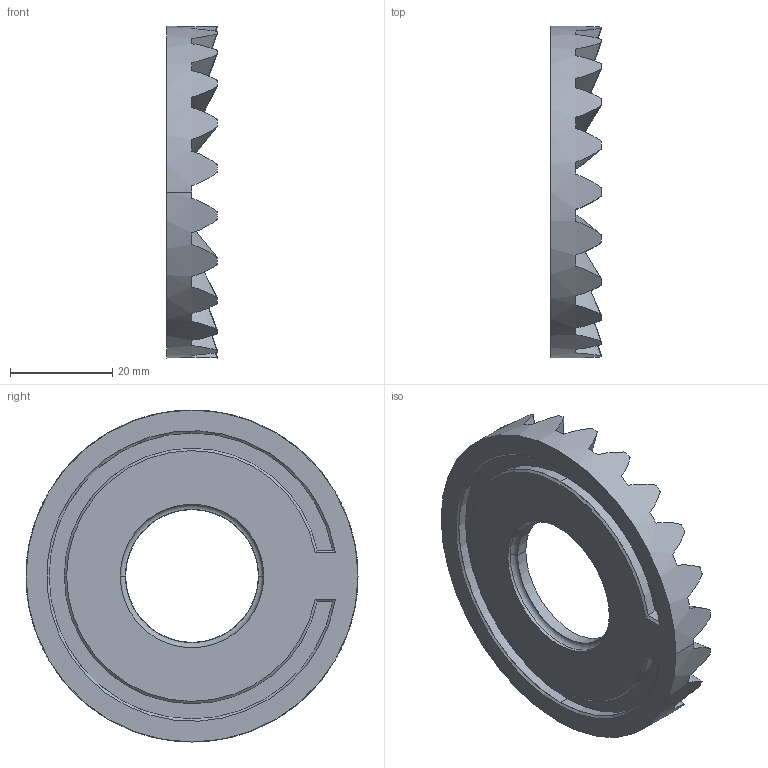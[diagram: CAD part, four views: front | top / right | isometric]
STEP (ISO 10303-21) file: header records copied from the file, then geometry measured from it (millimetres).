
FILE_DESCRIPTION (( 'STEP AP203' ), '1' );
FILE_NAME ('gear2_240912.STEP', '2024-12-12T07:59:06', ( '' ), ( '' ), 'SwSTEP 2.0', 'SolidWorks 2022', '' );
FILE_SCHEMA (( 'CONFIG_CONTROL_DESIGN' ));
Length unit declared in the file: millimetre
Products named in the file (1): gear2_240912
Bounding box: 9.93 x 65 x 65 mm (x, y, z)
Volume: 13123.1 mm3; surface area: 9954.4 mm2
Topology: 1 solids, 1 shells, 168 faces, 481 edges, 317 vertices
Faces by surface type: bspline 88, cone 36, plane 30, cylinder 10, torus 4
Entity records: 6725 total; most frequent: CARTESIAN_POINT 3109, ORIENTED_EDGE 962, EDGE_CURVE 481, DIRECTION 460, VERTEX_POINT 317, B_SPLINE_CURVE_WITH_KNOTS 228, EDGE_LOOP 172, AXIS2_PLACEMENT_3D 172
